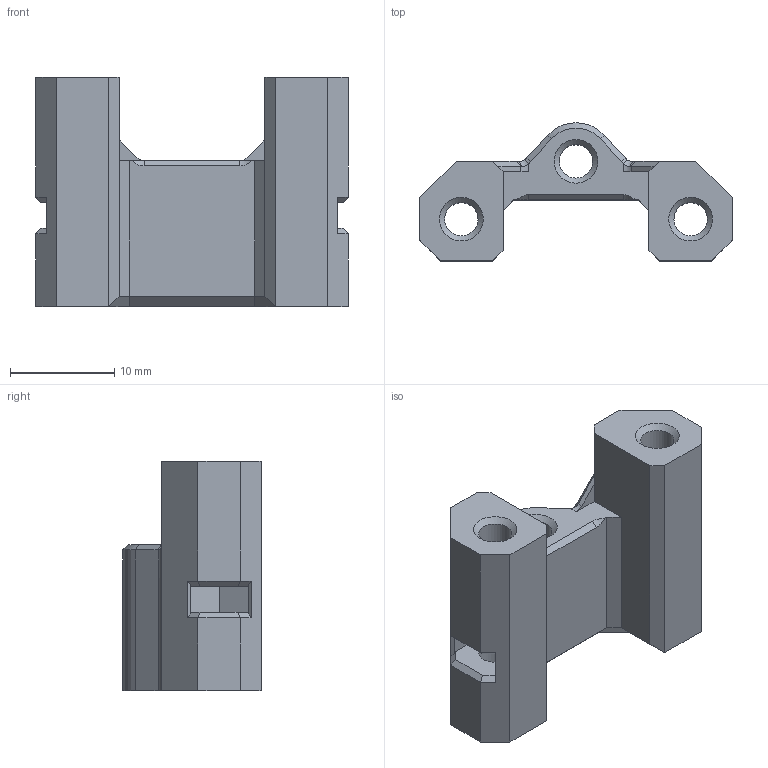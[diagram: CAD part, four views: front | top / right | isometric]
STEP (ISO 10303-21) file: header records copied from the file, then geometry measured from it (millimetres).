
FILE_DESCRIPTION(/* description */ (''),/* implementation_level */ '2;1');
FILE_NAME(/* name */ 'cable_holder_base.step',/* time_stamp */ '2020-10-03T21:53:00+07:00',/* author */ (''),/* organization */ (''),/* preprocessor_version */ 'ST-DEVELOPER v18.1',/* originating_system */ 'Autodesk Translation Framework v9.3.0.1241',/* authorisation */ '');
FILE_SCHEMA (('AUTOMOTIVE_DESIGN { 1 0 10303 214 3 1 1 }'));
Length unit declared in the file: millimetre
Products named in the file (1): Cable Holder
Bounding box: 30 x 13.26 x 22 mm (x, y, z)
Volume: 3426.6 mm3; surface area: 2718 mm2
Topology: 1 solids, 1 shells, 111 faces, 298 edges, 187 vertices
Faces by surface type: plane 87, cylinder 10, cone 7, bspline 7
Full cylindrical faces by diameter (mm): 3.2 x5
Entity records: 3597 total; most frequent: CARTESIAN_POINT 786, ORIENTED_EDGE 596, DIRECTION 533, EDGE_CURVE 298, LINE 257, VECTOR 257, VERTEX_POINT 187, AXIS2_PLACEMENT_3D 138
